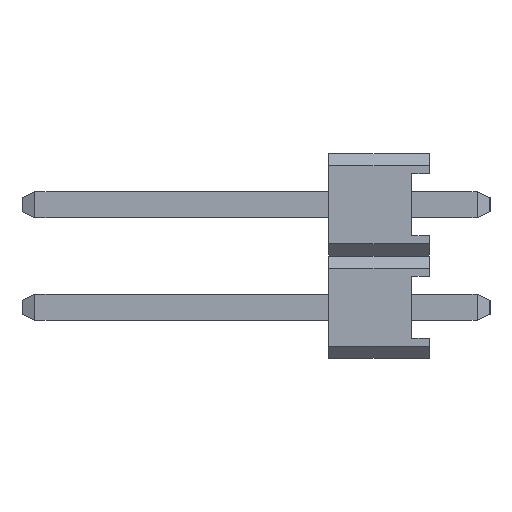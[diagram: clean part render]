
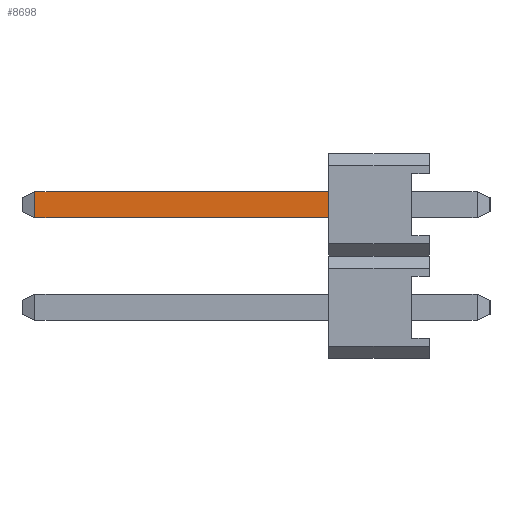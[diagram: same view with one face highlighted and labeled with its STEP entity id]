
A CAD part, left-side view. The second image highlights one B-rep face of the part: STEP entity #8698.
In plain terms, the highlighted planar face has unit normal (-1, 0, 0).
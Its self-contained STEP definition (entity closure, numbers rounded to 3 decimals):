
#5700 = EDGE_CURVE ( 'NONE', #5701, #5702, #13177, .T. ) ;
#5701 = VERTEX_POINT ( 'NONE', #13173 ) ;
#5702 = VERTEX_POINT ( 'NONE', #13172 ) ;
#8180 = VERTEX_POINT ( 'NONE', #18971 ) ;
#8181 = ORIENTED_EDGE ( 'NONE', *, *, #8182, .T. ) ;
#8182 = EDGE_CURVE ( 'NONE', #8180, #5701, #18970, .T. ) ;
#8183 = ORIENTED_EDGE ( 'NONE', *, *, #5700, .T. ) ;
#8698 = ADVANCED_FACE ( 'NONE', ( #20394 ), #20393, .F. ) ;
#8699 = EDGE_LOOP ( 'NONE', ( #8700, #8703, #8181, #8183 ) ) ;
#8700 = ORIENTED_EDGE ( 'NONE', *, *, #8701, .F. ) ;
#8701 = EDGE_CURVE ( 'NONE', #8702, #5702, #20460, .T. ) ;
#8702 = VERTEX_POINT ( 'NONE', #20456 ) ;
#8703 = ORIENTED_EDGE ( 'NONE', *, *, #8704, .T. ) ;
#8704 = EDGE_CURVE ( 'NONE', #8702, #8180, #20455, .T. ) ;
#13172 = CARTESIAN_POINT ( 'NONE',  ( -0.325, 2.5, 0.325 ) ) ;
#13173 = CARTESIAN_POINT ( 'NONE',  ( -0.325, 2.5, -0.325 ) ) ;
#13174 = DIRECTION ( 'NONE',  ( 0., 0., 1. ) ) ;
#13175 = VECTOR ( 'NONE', #13174, 1000. ) ;
#13176 = CARTESIAN_POINT ( 'NONE',  ( -0.325, 2.5, 1.27 ) ) ;
#13177 = LINE ( 'NONE', #13176, #13175 ) ;
#18967 = DIRECTION ( 'NONE',  ( 0., -1., 0. ) ) ;
#18968 = VECTOR ( 'NONE', #18967, 1000. ) ;
#18969 = CARTESIAN_POINT ( 'NONE',  ( -0.325, 10.1, -0.325 ) ) ;
#18970 = LINE ( 'NONE', #18969, #18968 ) ;
#18971 = CARTESIAN_POINT ( 'NONE',  ( -0.325, 9.778, -0.325 ) ) ;
#20393 = PLANE ( 'NONE',  #20464 ) ;
#20394 = FACE_OUTER_BOUND ( 'NONE', #8699, .T. ) ;
#20452 = DIRECTION ( 'NONE',  ( 0., 0., -1. ) ) ;
#20453 = VECTOR ( 'NONE', #20452, 1000. ) ;
#20454 = CARTESIAN_POINT ( 'NONE',  ( -0.325, 9.778, 0.325 ) ) ;
#20455 = LINE ( 'NONE', #20454, #20453 ) ;
#20456 = CARTESIAN_POINT ( 'NONE',  ( -0.325, 9.778, 0.325 ) ) ;
#20457 = DIRECTION ( 'NONE',  ( 0., -1., 0. ) ) ;
#20458 = VECTOR ( 'NONE', #20457, 1000. ) ;
#20459 = CARTESIAN_POINT ( 'NONE',  ( -0.325, 10.1, 0.325 ) ) ;
#20460 = LINE ( 'NONE', #20459, #20458 ) ;
#20461 = DIRECTION ( 'NONE',  ( 0., 0., -1. ) ) ;
#20462 = DIRECTION ( 'NONE',  ( 1., 0., 0. ) ) ;
#20463 = CARTESIAN_POINT ( 'NONE',  ( -0.325, 10.1, 0.325 ) ) ;
#20464 = AXIS2_PLACEMENT_3D ( 'NONE', #20463, #20462, #20461 ) ;
